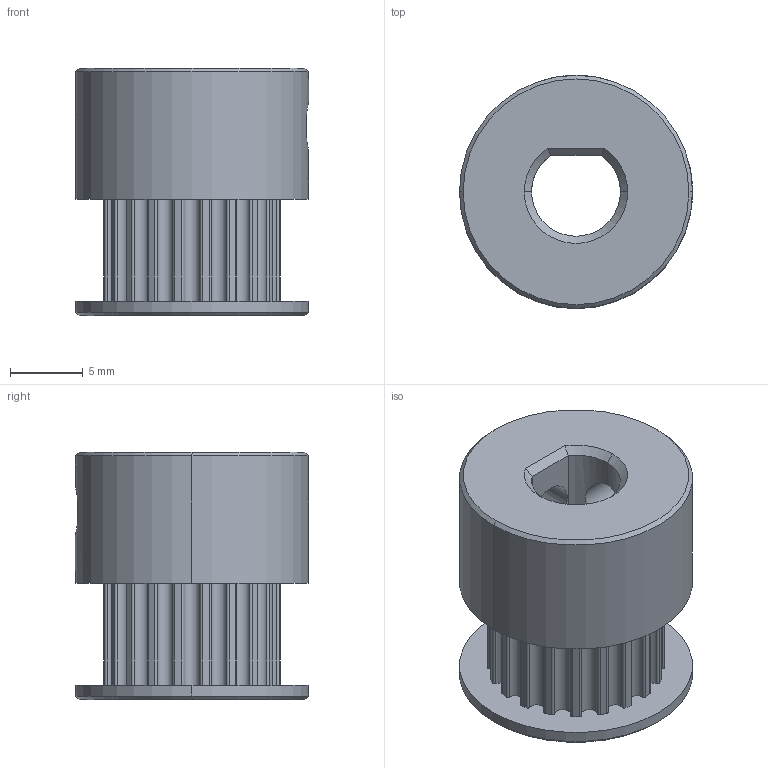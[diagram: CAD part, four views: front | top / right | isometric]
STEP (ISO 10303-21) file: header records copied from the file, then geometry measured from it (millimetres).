
FILE_DESCRIPTION (( 'STEP AP214' ), '1' );
FILE_NAME ('76240 - 20Tooth GT2 Timing Belt Pulley.STEP', '2021-08-13T19:25:18', ( '' ), ( '' ), 'SwSTEP 2.0', 'SolidWorks 2021', '' );
FILE_SCHEMA (( 'AUTOMOTIVE_DESIGN' ));
Length unit declared in the file: millimetre
Products named in the file (1): 76240 - 20Tooth GT2 Timing Belt Pulley
Bounding box: 16 x 16 x 17 mm (x, y, z)
Volume: 2160.8 mm3; surface area: 1797.4 mm2
Topology: 1 solids, 1 shells, 167 faces, 479 edges, 314 vertices
Faces by surface type: cylinder 150, cone 10, plane 7
Entity records: 5825 total; most frequent: CARTESIAN_POINT 1131, DIRECTION 1109, ORIENTED_EDGE 958, EDGE_CURVE 479, AXIS2_PLACEMENT_3D 472, VERTEX_POINT 314, CIRCLE 304, EDGE_LOOP 173
